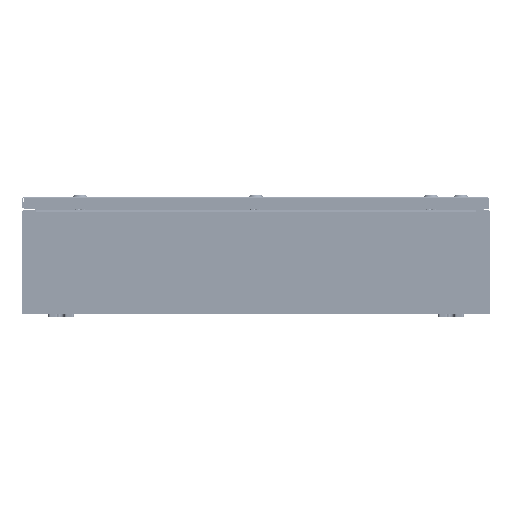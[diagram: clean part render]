
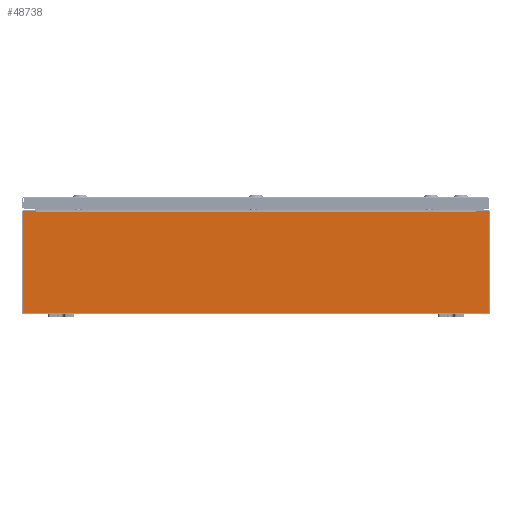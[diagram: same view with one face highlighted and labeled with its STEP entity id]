
A CAD part, front view. The second image highlights one B-rep face of the part: STEP entity #48738.
In plain terms, the highlighted face is planar.
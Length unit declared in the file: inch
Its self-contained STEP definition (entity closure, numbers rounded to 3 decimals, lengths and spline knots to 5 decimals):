
#633 = VERTEX_POINT ( 'NONE', #8267 ) ;
#1100 = CARTESIAN_POINT ( 'NONE',  ( 16.92455, 0., 3.87495 ) ) ;
#1713 = LINE ( 'NONE', #11178, #17620 ) ;
#1765 = AXIS2_PLACEMENT_3D ( 'NONE', #40710, #29955, #19485 ) ;
#2279 = AXIS2_PLACEMENT_3D ( 'NONE', #23808, #61208, #29151 ) ;
#2657 = VERTEX_POINT ( 'NONE', #47407 ) ;
#4635 = LINE ( 'NONE', #66800, #31382 ) ;
#5641 = EDGE_CURVE ( 'NONE', #64503, #633, #63833, .T. ) ;
#7882 = DIRECTION ( 'NONE',  ( 1., 0., 0. ) ) ;
#8267 = CARTESIAN_POINT ( 'NONE',  ( 16.8872, 0., 3.9123 ) ) ;
#8640 = CARTESIAN_POINT ( 'NONE',  ( -17.9253, 0., -3.9253 ) ) ;
#8798 = VECTOR ( 'NONE', #37480, 39.37008 ) ;
#9336 = VERTEX_POINT ( 'NONE', #34382 ) ;
#10555 = EDGE_CURVE ( 'NONE', #27115, #633, #1713, .T. ) ;
#11178 = CARTESIAN_POINT ( 'NONE',  ( -16.8872, 0., 3.9123 ) ) ;
#11452 = LINE ( 'NONE', #19163, #23968 ) ;
#12420 = CARTESIAN_POINT ( 'NONE',  ( -16.92455, 0., 3.87495 ) ) ;
#13316 = LINE ( 'NONE', #33087, #68527 ) ;
#14126 = PLANE ( 'NONE',  #1765 ) ;
#16505 = CARTESIAN_POINT ( 'NONE',  ( 16.8872, 0., 3.87495 ) ) ;
#16770 = VECTOR ( 'NONE', #34541, 39.37008 ) ;
#17620 = VECTOR ( 'NONE', #48509, 39.37008 ) ;
#17763 = VERTEX_POINT ( 'NONE', #8640 ) ;
#18652 = DIRECTION ( 'NONE',  ( 0., 0., 1. ) ) ;
#18901 = EDGE_CURVE ( 'NONE', #65034, #36852, #51448, .T. ) ;
#18924 = EDGE_CURVE ( 'NONE', #27115, #62835, #67352, .T. ) ;
#19139 = ORIENTED_EDGE ( 'NONE', *, *, #38072, .T. ) ;
#19163 = CARTESIAN_POINT ( 'NONE',  ( -17.9253, 0., 3.9253 ) ) ;
#19485 = DIRECTION ( 'NONE',  ( 0., 0., -1. ) ) ;
#21448 = VERTEX_POINT ( 'NONE', #12420 ) ;
#23292 = ORIENTED_EDGE ( 'NONE', *, *, #18901, .F. ) ;
#23808 = CARTESIAN_POINT ( 'NONE',  ( 16.90588, 0., 3.87495 ) ) ;
#23968 = VECTOR ( 'NONE', #34987, 39.37008 ) ;
#27009 = EDGE_LOOP ( 'NONE', ( #34882, #59949, #32977, #34122, #33466, #40513, #23292, #68026, #66664, #56382, #19139, #59313 ) ) ;
#27115 = VERTEX_POINT ( 'NONE', #28627 ) ;
#28627 = CARTESIAN_POINT ( 'NONE',  ( -16.8872, 0., 3.9123 ) ) ;
#29151 = DIRECTION ( 'NONE',  ( 0., 0., -1. ) ) ;
#29573 = DIRECTION ( 'NONE',  ( 0., 1., 0. ) ) ;
#29955 = DIRECTION ( 'NONE',  ( 0., -1., 0. ) ) ;
#30217 = CARTESIAN_POINT ( 'NONE',  ( 16.92455, 0., 3.9253 ) ) ;
#31382 = VECTOR ( 'NONE', #7882, 39.37008 ) ;
#32086 = CARTESIAN_POINT ( 'NONE',  ( 16.92455, 0., 0. ) ) ;
#32977 = ORIENTED_EDGE ( 'NONE', *, *, #18924, .F. ) ;
#33087 = CARTESIAN_POINT ( 'NONE',  ( -17.9253, 0., 3.9253 ) ) ;
#33236 = EDGE_CURVE ( 'NONE', #62835, #21448, #61856, .T. ) ;
#33466 = ORIENTED_EDGE ( 'NONE', *, *, #5641, .F. ) ;
#34122 = ORIENTED_EDGE ( 'NONE', *, *, #10555, .T. ) ;
#34246 = CARTESIAN_POINT ( 'NONE',  ( 16.8872, 0., 0. ) ) ;
#34382 = CARTESIAN_POINT ( 'NONE',  ( -17.9253, 0., 3.9253 ) ) ;
#34541 = DIRECTION ( 'NONE',  ( 0., 0., -1. ) ) ;
#34578 = VERTEX_POINT ( 'NONE', #53686 ) ;
#34882 = ORIENTED_EDGE ( 'NONE', *, *, #37146, .F. ) ;
#34987 = DIRECTION ( 'NONE',  ( 0., 0., 1. ) ) ;
#35139 = EDGE_CURVE ( 'NONE', #9336, #34578, #13316, .T. ) ;
#36852 = VERTEX_POINT ( 'NONE', #1100 ) ;
#37146 = EDGE_CURVE ( 'NONE', #21448, #34578, #66680, .T. ) ;
#37263 = LINE ( 'NONE', #58151, #62392 ) ;
#37480 = DIRECTION ( 'NONE',  ( 0., 0., -1. ) ) ;
#37976 = EDGE_CURVE ( 'NONE', #36852, #64503, #55742, .T. ) ;
#38072 = EDGE_CURVE ( 'NONE', #17763, #9336, #11452, .T. ) ;
#38469 = DIRECTION ( 'NONE',  ( 1., 0., 0. ) ) ;
#40513 = ORIENTED_EDGE ( 'NONE', *, *, #37976, .F. ) ;
#40710 = CARTESIAN_POINT ( 'NONE',  ( 0., 0., 0. ) ) ;
#42627 = DIRECTION ( 'NONE',  ( 0., 0., -1. ) ) ;
#42838 = CARTESIAN_POINT ( 'NONE',  ( -16.8872, 0., 0. ) ) ;
#45193 = LINE ( 'NONE', #55831, #16770 ) ;
#47407 = CARTESIAN_POINT ( 'NONE',  ( 17.9253, 0., -3.9253 ) ) ;
#48509 = DIRECTION ( 'NONE',  ( 1., 0., 0. ) ) ;
#48738 = ADVANCED_FACE ( 'NONE', ( #66401 ), #14126, .F. ) ;
#48829 = CARTESIAN_POINT ( 'NONE',  ( -16.8872, 0., 3.87495 ) ) ;
#49717 = VECTOR ( 'NONE', #42627, 39.37008 ) ;
#51448 = LINE ( 'NONE', #32086, #8798 ) ;
#52753 = DIRECTION ( 'NONE',  ( 0., 0., 1. ) ) ;
#53686 = CARTESIAN_POINT ( 'NONE',  ( -16.92455, 0., 3.9253 ) ) ;
#54626 = VERTEX_POINT ( 'NONE', #55273 ) ;
#55273 = CARTESIAN_POINT ( 'NONE',  ( 17.9253, 0., 3.9253 ) ) ;
#55742 = CIRCLE ( 'NONE', #2279, 0.01867 ) ;
#55831 = CARTESIAN_POINT ( 'NONE',  ( 17.9253, 0., 3.9253 ) ) ;
#56382 = ORIENTED_EDGE ( 'NONE', *, *, #57283, .T. ) ;
#57283 = EDGE_CURVE ( 'NONE', #2657, #17763, #37263, .T. ) ;
#57756 = CARTESIAN_POINT ( 'NONE',  ( -16.92455, 0., 0. ) ) ;
#58151 = CARTESIAN_POINT ( 'NONE',  ( -17.9253, 0., -3.9253 ) ) ;
#59117 = EDGE_CURVE ( 'NONE', #65034, #54626, #4635, .T. ) ;
#59313 = ORIENTED_EDGE ( 'NONE', *, *, #35139, .T. ) ;
#59949 = ORIENTED_EDGE ( 'NONE', *, *, #33236, .F. ) ;
#60341 = AXIS2_PLACEMENT_3D ( 'NONE', #61637, #29573, #66991 ) ;
#61208 = DIRECTION ( 'NONE',  ( 0., 1., 0. ) ) ;
#61637 = CARTESIAN_POINT ( 'NONE',  ( -16.90587, 0., 3.87495 ) ) ;
#61856 = CIRCLE ( 'NONE', #60341, 0.01867 ) ;
#62172 = VECTOR ( 'NONE', #18652, 39.37008 ) ;
#62392 = VECTOR ( 'NONE', #63536, 39.37008 ) ;
#62835 = VERTEX_POINT ( 'NONE', #48829 ) ;
#63536 = DIRECTION ( 'NONE',  ( -1., 0., 0. ) ) ;
#63833 = LINE ( 'NONE', #34246, #62172 ) ;
#64503 = VERTEX_POINT ( 'NONE', #16505 ) ;
#65034 = VERTEX_POINT ( 'NONE', #30217 ) ;
#66401 = FACE_OUTER_BOUND ( 'NONE', #27009, .T. ) ;
#66664 = ORIENTED_EDGE ( 'NONE', *, *, #69158, .T. ) ;
#66680 = LINE ( 'NONE', #57756, #68402 ) ;
#66800 = CARTESIAN_POINT ( 'NONE',  ( -17.9253, 0., 3.9253 ) ) ;
#66991 = DIRECTION ( 'NONE',  ( 0., 0., -1. ) ) ;
#67352 = LINE ( 'NONE', #42838, #49717 ) ;
#68026 = ORIENTED_EDGE ( 'NONE', *, *, #59117, .T. ) ;
#68402 = VECTOR ( 'NONE', #52753, 39.37008 ) ;
#68527 = VECTOR ( 'NONE', #38469, 39.37008 ) ;
#69158 = EDGE_CURVE ( 'NONE', #54626, #2657, #45193, .T. ) ;
